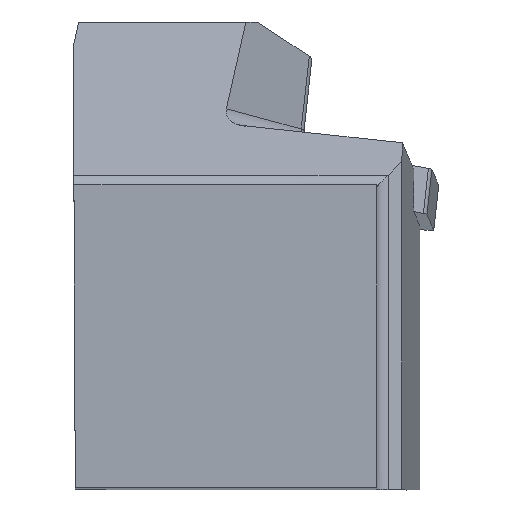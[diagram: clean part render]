
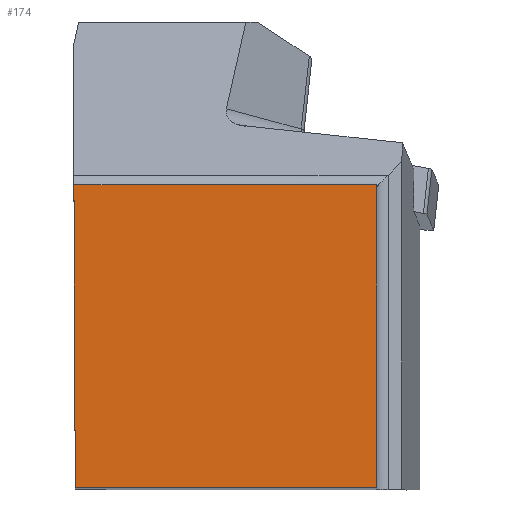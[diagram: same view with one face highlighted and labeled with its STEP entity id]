
A CAD part, top view. The second image highlights one B-rep face of the part: STEP entity #174.
In plain terms, the highlighted planar face has unit normal (0, 0, 1).
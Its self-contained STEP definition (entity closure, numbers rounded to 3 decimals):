
#134=FACE_OUTER_BOUND('',#410,.T.);
#174=ADVANCED_FACE('SHANK_FACE_BACK',(#134),#210,.F.);
#210=PLANE('',#946);
#265=LINE('',#1411,#342);
#270=LINE('',#1424,#347);
#280=LINE('',#1449,#357);
#281=LINE('',#1451,#358);
#342=VECTOR('',#1095,1.);
#347=VECTOR('',#1106,1.);
#357=VECTOR('',#1132,1.);
#358=VECTOR('',#1133,1.);
#410=EDGE_LOOP('',(#553,#554,#555,#556));
#553=ORIENTED_EDGE('',*,*,#771,.F.);
#554=ORIENTED_EDGE('',*,*,#778,.T.);
#555=ORIENTED_EDGE('',*,*,#791,.T.);
#556=ORIENTED_EDGE('',*,*,#792,.F.);
#688=VERTEX_POINT('',#1410);
#689=VERTEX_POINT('',#1412);
#693=VERTEX_POINT('',#1423);
#701=VERTEX_POINT('',#1450);
#771=EDGE_CURVE('',#688,#689,#265,.T.);
#778=EDGE_CURVE('',#688,#693,#270,.T.);
#791=EDGE_CURVE('',#693,#701,#280,.T.);
#792=EDGE_CURVE('',#689,#701,#281,.T.);
#946=AXIS2_PLACEMENT_3D('',#1452,#1134,#1135);
#1095=DIRECTION('',(-0.004,1.,0.));
#1106=DIRECTION('',(1.,0.,0.));
#1132=DIRECTION('',(0.,1.,0.));
#1133=DIRECTION('',(1.,0.,0.));
#1134=DIRECTION('',(0.,0.,-1.));
#1135=DIRECTION('',(-0.994,0.111,0.));
#1410=CARTESIAN_POINT('',(0.138,0.,0.));
#1411=CARTESIAN_POINT('',(0.968,-190.222,0.));
#1412=CARTESIAN_POINT('',(0.,31.623,0.));
#1423=CARTESIAN_POINT('',(31.623,0.,0.));
#1424=CARTESIAN_POINT('',(-7.081,0.,0.));
#1449=CARTESIAN_POINT('',(31.623,-7.081,0.));
#1450=CARTESIAN_POINT('',(31.623,31.623,0.));
#1451=CARTESIAN_POINT('',(-7.081,31.623,0.));
#1452=CARTESIAN_POINT('',(0.,0.,
0.));
